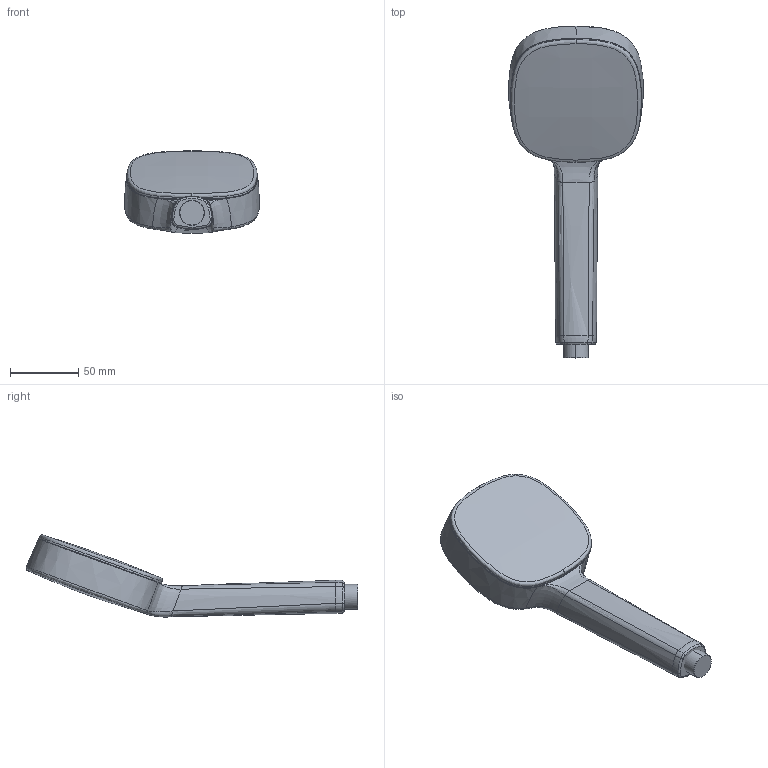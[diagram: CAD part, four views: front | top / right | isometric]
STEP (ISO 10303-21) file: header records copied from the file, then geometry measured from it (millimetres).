
FILE_DESCRIPTION (( 'STEP AP203' ), '1' );
FILE_NAME ('253020+253031+44610500+44630500.STEP', '2018-09-11T07:54:16', ( '' ), ( '' ), 'SwSTEP 2.0', 'SolidWorks 2016', '' );
FILE_SCHEMA (( 'CONFIG_CONTROL_DESIGN' ));
Length unit declared in the file: millimetre
Products named in the file (1): 253020+253031+44610500+44630500
Bounding box: 98.83 x 243.4 x 60.34 mm (x, y, z)
Volume: 339183 mm3; surface area: 54976.5 mm2
Topology: 3 solids, 3 shells, 53 faces, 103 edges, 56 vertices
Faces by surface type: bspline 45, plane 4, torus 2, cylinder 2
Entity records: 15067 total; most frequent: CARTESIAN_POINT 14242, ORIENTED_EDGE 206, EDGE_CURVE 103, B_SPLINE_CURVE_WITH_KNOTS 80, VERTEX_POINT 56, FACE_OUTER_BOUND 53, EDGE_LOOP 53, ADVANCED_FACE 53
